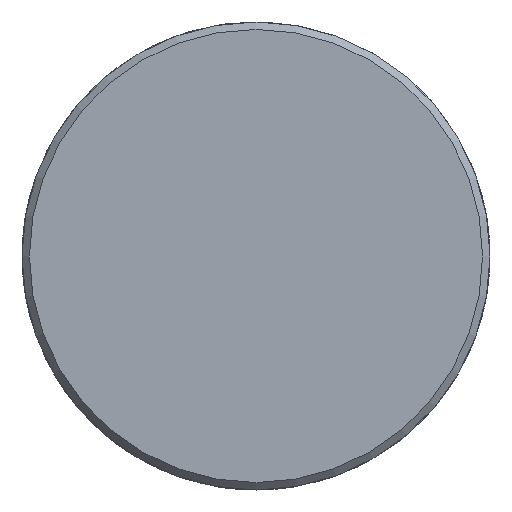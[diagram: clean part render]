
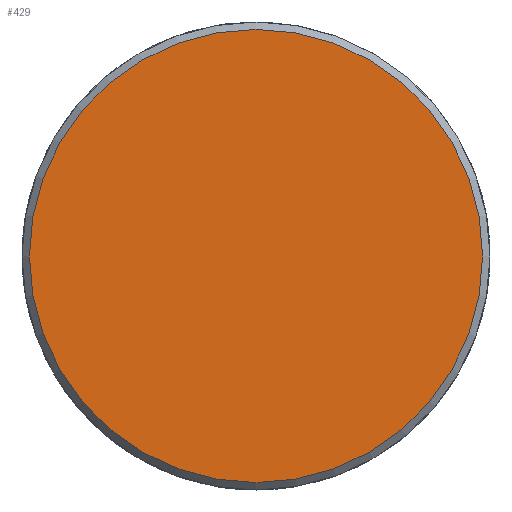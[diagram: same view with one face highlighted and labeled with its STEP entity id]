
A CAD part, left-side view. The second image highlights one B-rep face of the part: STEP entity #429.
In plain terms, the highlighted planar face has unit normal (-1, 0, 0).
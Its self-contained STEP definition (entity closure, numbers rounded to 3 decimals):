
#223=FACE_OUTER_BOUND('',#596,.T.);
#429=ADVANCED_FACE('',(#223),#466,.F.);
#466=PLANE('',#1519);
#596=EDGE_LOOP('',(#986));
#986=ORIENTED_EDGE('',*,*,#1319,.T.);
#1124=VERTEX_POINT('',#2887);
#1319=EDGE_CURVE('',#1124,#1124,#1376,.T.);
#1376=CIRCLE('',#1514,30.5);
#1514=AXIS2_PLACEMENT_3D('',#2886,#1839,#1840);
#1519=AXIS2_PLACEMENT_3D('',#2893,#1849,#1850);
#1839=DIRECTION('',(-1.,0.,0.));
#1840=DIRECTION('',(0.,0.,-1.));
#1849=DIRECTION('',(1.,0.,0.));
#1850=DIRECTION('',(0.,0.,-1.));
#2886=CARTESIAN_POINT('',(0.,0.,0.));
#2887=CARTESIAN_POINT('',(0.,0.,-30.5));
#2893=CARTESIAN_POINT('',(0.,0.,0.));
